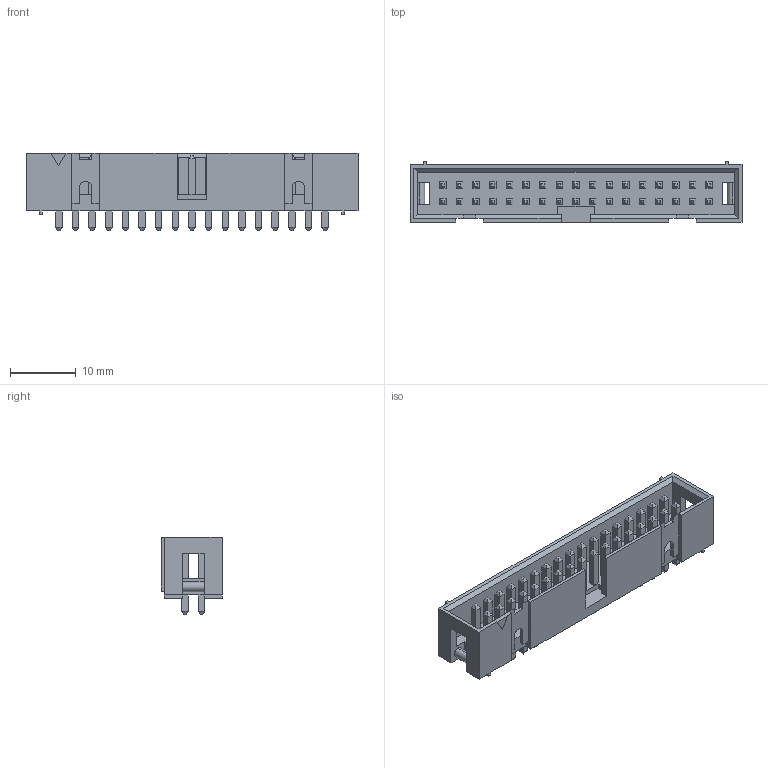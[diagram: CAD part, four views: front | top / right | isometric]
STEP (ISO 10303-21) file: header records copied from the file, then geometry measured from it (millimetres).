
FILE_DESCRIPTION (( 'STEP AP214' ), '1' );
FILE_NAME ('SW3dPS-HDB-34.STEP', '2009-10-29T01:20:21', ( 'sysAdmin' ), ( 'SolidWorks' ), 'SwSTEP 2.0', 'SolidWorks 2009', '' );
FILE_SCHEMA (( 'AUTOMOTIVE_DESIGN' ));
Length unit declared in the file: millimetre
Products named in the file (1): SW3dPS-HDB-34
Bounding box: 50.68 x 9.4 x 11.8 mm (x, y, z)
Volume: 2026.3 mm3; surface area: 3707.3 mm2
Topology: 1 solids, 1 shells, 710 faces, 1660 edges, 1012 vertices
Faces by surface type: plane 702, cylinder 8
Entity records: 26291 total; most frequent: CARTESIAN_POINT 3383, ORIENTED_EDGE 3320, DIRECTION 3098, EDGE_CURVE 1660, VECTOR 1644, LINE 1644, VERTEX_POINT 1012, EDGE_LOOP 782
